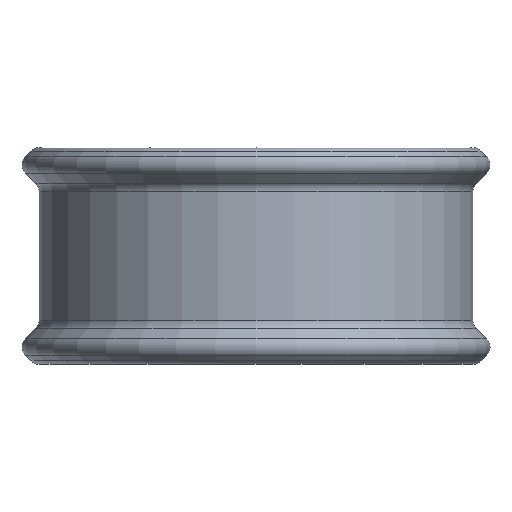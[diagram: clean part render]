
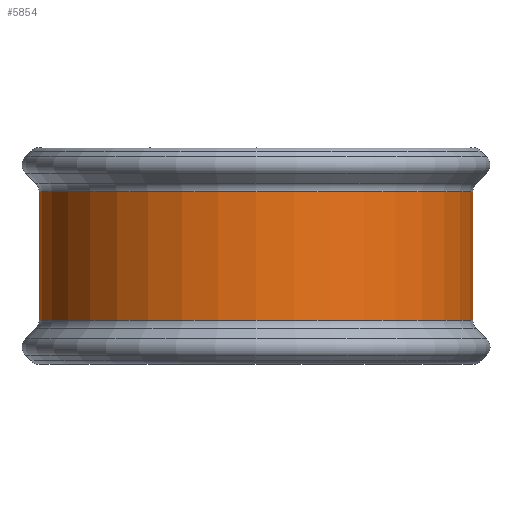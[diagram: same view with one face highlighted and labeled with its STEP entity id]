
A CAD part, front view. The second image highlights one B-rep face of the part: STEP entity #5854.
In plain terms, the highlighted cylindrical face has radius 14.097 mm (diameter 28.194 mm), a partial arc.
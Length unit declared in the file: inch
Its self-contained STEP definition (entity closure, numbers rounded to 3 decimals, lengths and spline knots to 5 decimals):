
#59 = CYLINDRICAL_SURFACE ( 'NONE', #156, 0.555 ) ;
#117 = EDGE_CURVE ( 'NONE', #3751, #3387, #1876, .T. ) ;
#131 = DIRECTION ( 'NONE',  ( 0., 0., -1. ) ) ;
#156 = AXIS2_PLACEMENT_3D ( 'NONE', #2936, #131, #5305 ) ;
#252 = VERTEX_POINT ( 'NONE', #422 ) ;
#401 = CARTESIAN_POINT ( 'NONE',  ( 0.5, -0.875, -0.16479 ) ) ;
#422 = CARTESIAN_POINT ( 'NONE',  ( 0.5, -0.32, 0.16479 ) ) ;
#465 = VERTEX_POINT ( 'NONE', #4371 ) ;
#656 = AXIS2_PLACEMENT_3D ( 'NONE', #401, #3694, #859 ) ;
#700 = EDGE_CURVE ( 'NONE', #252, #3387, #5392, .T. ) ;
#703 = EDGE_CURVE ( 'NONE', #465, #3751, #1790, .T. ) ;
#859 = DIRECTION ( 'NONE',  ( -1., 0., 0. ) ) ;
#961 = AXIS2_PLACEMENT_3D ( 'NONE', #2258, #5541, #2738 ) ;
#1203 = EDGE_LOOP ( 'NONE', ( #2246, #4645, #4058, #2881 ) ) ;
#1386 = CARTESIAN_POINT ( 'NONE',  ( 0.5, -0.32, 0.16479 ) ) ;
#1687 = DIRECTION ( 'NONE',  ( 0., 0., 1. ) ) ;
#1790 = CIRCLE ( 'NONE', #656, 0.555 ) ;
#1876 = LINE ( 'NONE', #5906, #4236 ) ;
#2246 = ORIENTED_EDGE ( 'NONE', *, *, #5103, .T. ) ;
#2258 = CARTESIAN_POINT ( 'NONE',  ( 0.5, -0.875, 0.16479 ) ) ;
#2738 = DIRECTION ( 'NONE',  ( -1., 0., 0. ) ) ;
#2881 = ORIENTED_EDGE ( 'NONE', *, *, #703, .F. ) ;
#2936 = CARTESIAN_POINT ( 'NONE',  ( 0.5, -0.875, 0. ) ) ;
#3135 = CARTESIAN_POINT ( 'NONE',  ( -0.055, -0.875, -0.16479 ) ) ;
#3158 = VECTOR ( 'NONE', #4675, 39.37008 ) ;
#3387 = VERTEX_POINT ( 'NONE', #4748 ) ;
#3694 = DIRECTION ( 'NONE',  ( 0., 0., -1. ) ) ;
#3751 = VERTEX_POINT ( 'NONE', #3135 ) ;
#4058 = ORIENTED_EDGE ( 'NONE', *, *, #117, .F. ) ;
#4236 = VECTOR ( 'NONE', #1687, 39.37008 ) ;
#4371 = CARTESIAN_POINT ( 'NONE',  ( 0.5, -0.32, -0.16479 ) ) ;
#4645 = ORIENTED_EDGE ( 'NONE', *, *, #700, .T. ) ;
#4675 = DIRECTION ( 'NONE',  ( 0., 0., 1. ) ) ;
#4748 = CARTESIAN_POINT ( 'NONE',  ( -0.055, -0.875, 0.16479 ) ) ;
#5103 = EDGE_CURVE ( 'NONE', #465, #252, #5653, .T. ) ;
#5305 = DIRECTION ( 'NONE',  ( -1., 0., 0. ) ) ;
#5392 = CIRCLE ( 'NONE', #961, 0.555 ) ;
#5541 = DIRECTION ( 'NONE',  ( 0., 0., -1. ) ) ;
#5634 = FACE_OUTER_BOUND ( 'NONE', #1203, .T. ) ;
#5653 = LINE ( 'NONE', #1386, #3158 ) ;
#5854 = ADVANCED_FACE ( 'NONE', ( #5634 ), #59, .T. ) ;
#5906 = CARTESIAN_POINT ( 'NONE',  ( -0.055, -0.875, 0.16479 ) ) ;
